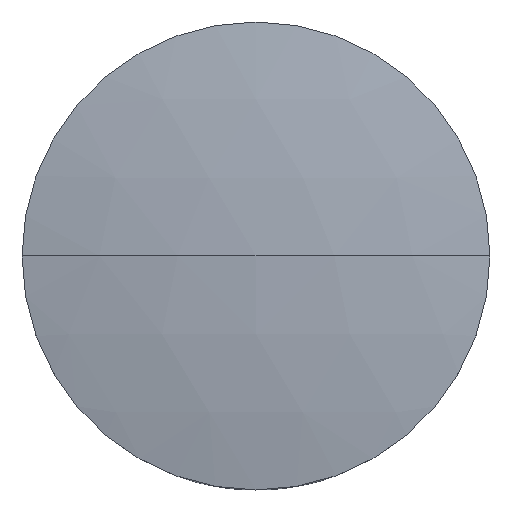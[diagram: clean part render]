
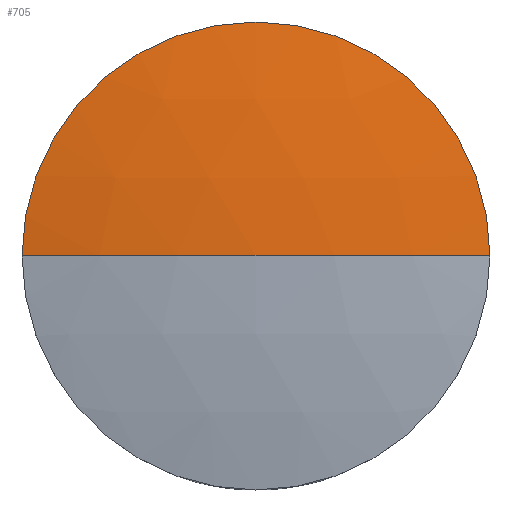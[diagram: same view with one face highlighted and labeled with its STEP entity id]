
A CAD part, top view. The second image highlights one B-rep face of the part: STEP entity #705.
In plain terms, the highlighted spherical face has radius 103.36 mm.
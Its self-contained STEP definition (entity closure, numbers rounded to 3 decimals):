
#41 = ORIENTED_EDGE ( 'NONE', *, *, #1010, .T. ) ;
#114 = VERTEX_POINT ( 'NONE', #1373 ) ;
#206 = AXIS2_PLACEMENT_3D ( 'NONE', #1026, #2013, #1259 ) ;
#281 = CIRCLE ( 'NONE', #407, 19.05 ) ;
#292 = DIRECTION ( 'NONE',  ( 0., 1., 0. ) ) ;
#407 = AXIS2_PLACEMENT_3D ( 'NONE', #2403, #724, #877 ) ;
#409 = VERTEX_POINT ( 'NONE', #2020 ) ;
#413 = ORIENTED_EDGE ( 'NONE', *, *, #1210, .F. ) ;
#476 = CARTESIAN_POINT ( 'NONE',  ( 0., 0., -101.225 ) ) ;
#705 = ADVANCED_FACE ( 'NONE', ( #1208 ), #1989, .T. ) ;
#724 = DIRECTION ( 'NONE',  ( 0., 0., -1. ) ) ;
#873 = AXIS2_PLACEMENT_3D ( 'NONE', #476, #1778, #1594 ) ;
#877 = DIRECTION ( 'NONE',  ( -1., 0., 0. ) ) ;
#968 = AXIS2_PLACEMENT_3D ( 'NONE', #1370, #292, #1380 ) ;
#1010 = EDGE_CURVE ( 'NONE', #114, #1562, #1869, .T. ) ;
#1026 = CARTESIAN_POINT ( 'NONE',  ( 0., 0., -101.225 ) ) ;
#1072 = EDGE_CURVE ( 'NONE', #114, #409, #1841, .T. ) ;
#1208 = FACE_OUTER_BOUND ( 'NONE', #2107, .T. ) ;
#1210 = EDGE_CURVE ( 'NONE', #409, #1562, #281, .T. ) ;
#1259 = DIRECTION ( 'NONE',  ( 1., 0., 0. ) ) ;
#1370 = CARTESIAN_POINT ( 'NONE',  ( 0., 0., -101.225 ) ) ;
#1373 = CARTESIAN_POINT ( 'NONE',  ( 0., 0., 2.135 ) ) ;
#1380 = DIRECTION ( 'NONE',  ( 0., 0., 1. ) ) ;
#1562 = VERTEX_POINT ( 'NONE', #1821 ) ;
#1594 = DIRECTION ( 'NONE',  ( 1., 0., 0. ) ) ;
#1778 = DIRECTION ( 'NONE',  ( 0., -1., 0. ) ) ;
#1821 = CARTESIAN_POINT ( 'NONE',  ( 19.05, 0., 0.364 ) ) ;
#1841 = CIRCLE ( 'NONE', #206, 103.36 ) ;
#1869 = CIRCLE ( 'NONE', #968, 103.36 ) ;
#1989 = SPHERICAL_SURFACE ( 'NONE', #873, 103.36 ) ;
#2013 = DIRECTION ( 'NONE',  ( 0., -1., 0. ) ) ;
#2020 = CARTESIAN_POINT ( 'NONE',  ( -19.05, 0., 0.364 ) ) ;
#2107 = EDGE_LOOP ( 'NONE', ( #2414, #41, #413 ) ) ;
#2403 = CARTESIAN_POINT ( 'NONE',  ( 0., 0., 0.364 ) ) ;
#2414 = ORIENTED_EDGE ( 'NONE', *, *, #1072, .F. ) ;
